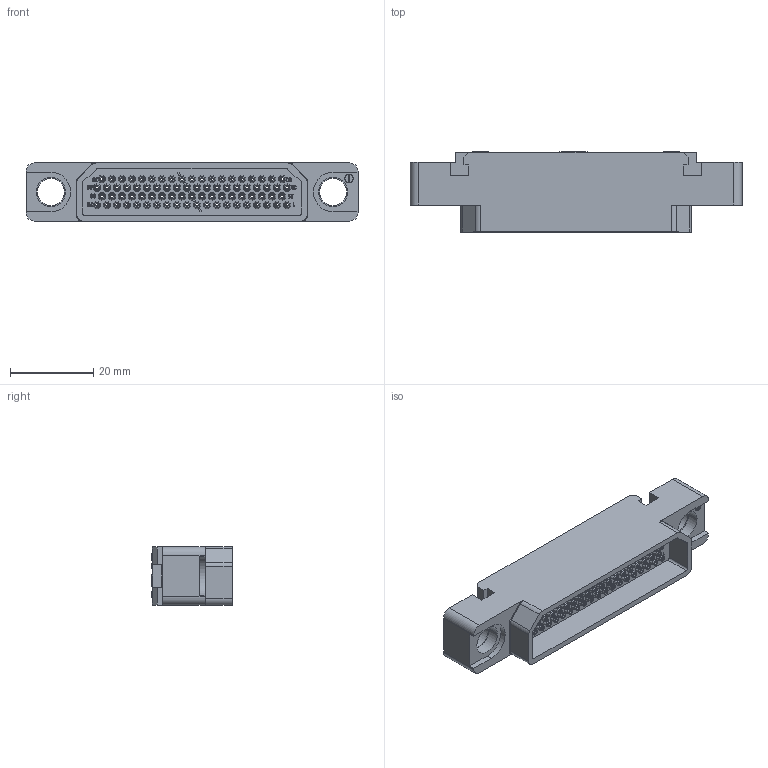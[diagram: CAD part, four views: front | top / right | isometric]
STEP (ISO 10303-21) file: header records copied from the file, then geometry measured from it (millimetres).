
FILE_DESCRIPTION((''),'2;1');
FILE_NAME('1900ND02P2X00C','2019-10-28T',('presta_be4'),(''),'CREO PARAMETRIC BY PTC INC, 2018360','CREO PARAMETRIC BY PTC INC, 2018360','');
FILE_SCHEMA(('CONFIG_CONTROL_DESIGN'));
Products named in the file (1): 1900ND02P2X00C
Bounding box: 80 x 19.3 x 14 mm (x, y, z)
Volume: 9182.7 mm3; surface area: 11325.8 mm2
Topology: 1 solids, 1 shells, 3460 faces, 8661 edges, 5524 vertices
Faces by surface type: plane 1505, cylinder 1078, cone 632, extrusion 223, torus 18, bspline 4
Entity records: 104922 total; most frequent: CARTESIAN_POINT 20410, DIRECTION 17417, ORIENTED_EDGE 17322, EDGE_CURVE 8661, AXIS2_PLACEMENT_3D 5869, VECTOR 5679, VERTEX_POINT 5524, LINE 5456
